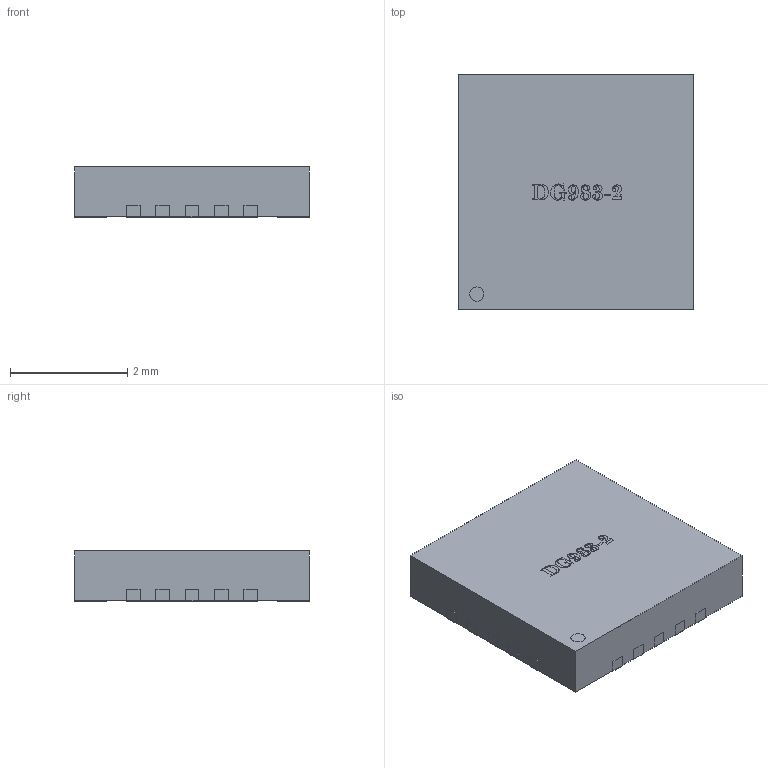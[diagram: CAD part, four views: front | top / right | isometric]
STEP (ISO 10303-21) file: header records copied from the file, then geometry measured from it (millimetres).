
FILE_DESCRIPTION (( 'STEP AP214' ), '1' );
FILE_NAME ('3796E0EB-C4A0-4C82-9EFC-B578E7A5E872.STEP', '2023-09-22T00:01:56', ( '' ), ( '' ), 'SwSTEP 2.0', 'SolidWorks 2022', '' );
FILE_SCHEMA (( 'AUTOMOTIVE_DESIGN' ));
Length unit declared in the file: millimetre
Products named in the file (1): 3796E0EB-C4A0-4C82-9EFC-B578E7A5E872
Bounding box: 4.01 x 4.01 x 0.85 mm (x, y, z)
Surface area: 68.1 mm2
Topology: 22 solids, 22 shells, 146 faces, 403 edges, 313 vertices
Faces by surface type: plane 144, cylinder 2
Entity records: 7698 total; most frequent: CARTESIAN_POINT 2199, ORIENTED_EDGE 806, DIRECTION 600, EDGE_CURVE 403, VERTEX_POINT 313, VECTOR 298, LINE 298, UNCERTAINTY_MEASURE_WITH_UNIT 170
